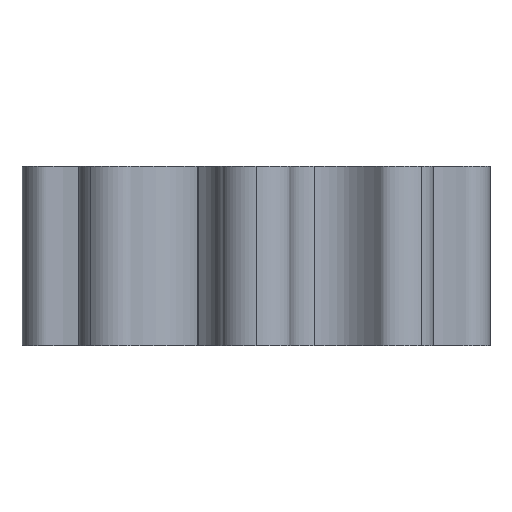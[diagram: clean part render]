
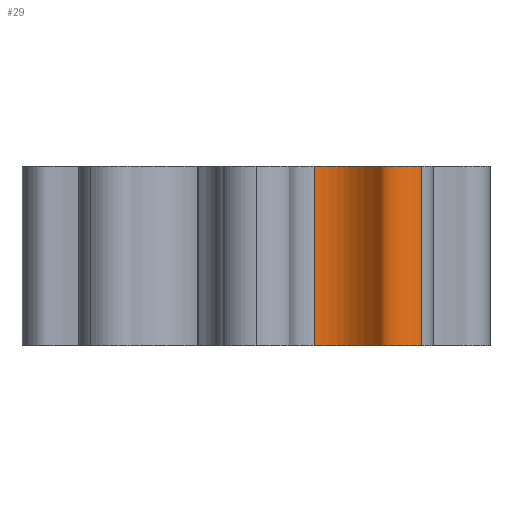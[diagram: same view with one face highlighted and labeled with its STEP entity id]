
A CAD part, left-side view. The second image highlights one B-rep face of the part: STEP entity #29.
In plain terms, the highlighted free-form (B-spline) face has degree [3, 1] with [28, 2] control points.
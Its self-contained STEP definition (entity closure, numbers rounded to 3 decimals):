
#29=ADVANCED_FACE('',(#60),#536,.T.);
#60=FACE_OUTER_BOUND('',#91,.T.);
#91=EDGE_LOOP('',(#133,#134,#135,#136));
#133=ORIENTED_EDGE('',*,*,#305,.T.);
#134=ORIENTED_EDGE('',*,*,#306,.T.);
#135=ORIENTED_EDGE('',*,*,#307,.F.);
#136=ORIENTED_EDGE('',*,*,#303,.F.);
#303=EDGE_CURVE('',#475,#476,#402,.T.);
#305=EDGE_CURVE('',#475,#477,#404,.T.);
#306=EDGE_CURVE('',#477,#478,#405,.T.);
#307=EDGE_CURVE('',#476,#478,#406,.T.);
#402=(
BOUNDED_CURVE()
B_SPLINE_CURVE(1,(#1684,#1685),.UNSPECIFIED.,.F.,.F.)
B_SPLINE_CURVE_WITH_KNOTS((2,2),(0.,28.),.UNSPECIFIED.)
CURVE()
GEOMETRIC_REPRESENTATION_ITEM()
RATIONAL_B_SPLINE_CURVE((1.,1.))
REPRESENTATION_ITEM('')
);
#404=(
BOUNDED_CURVE()
B_SPLINE_CURVE(3,(#1690,#1691,#1692,#1693,#1694,#1695,#1696,#1697,#1698,
#1699,#1700,#1701,#1702,#1703,#1704,#1705,#1706,#1707,#1708,#1709,#1710,
#1711,#1712,#1713,#1714,#1715,#1716,#1717),.UNSPECIFIED.,.F.,.F.)
B_SPLINE_CURVE_WITH_KNOTS((4,3,3,3,3,3,3,3,3,4),(-4186.586,-4186.509,
-4185.25,-4184.196,-4182.911,-4182.126,
-4181.504,-4180.806,-4179.958,-4179.23),
 .UNSPECIFIED.)
CURVE()
GEOMETRIC_REPRESENTATION_ITEM()
RATIONAL_B_SPLINE_CURVE((1.,0.988,0.988,1.,1.,1.,
1.,1.,1.,1.,1.,1.,1.,1.,1.,1.,1.,1.,1.,1.,1.,1.,1.,1.,1.,1.,1.,1.))
REPRESENTATION_ITEM('')
);
#405=(
BOUNDED_CURVE()
B_SPLINE_CURVE(1,(#1718,#1719),.UNSPECIFIED.,.F.,.F.)
B_SPLINE_CURVE_WITH_KNOTS((2,2),(0.,28.),.UNSPECIFIED.)
CURVE()
GEOMETRIC_REPRESENTATION_ITEM()
RATIONAL_B_SPLINE_CURVE((1.,1.))
REPRESENTATION_ITEM('')
);
#406=(
BOUNDED_CURVE()
B_SPLINE_CURVE(3,(#1720,#1721,#1722,#1723,#1724,#1725,#1726,#1727,#1728,
#1729,#1730,#1731,#1732,#1733,#1734,#1735,#1736,#1737,#1738,#1739,#1740,
#1741,#1742,#1743,#1744,#1745,#1746,#1747),.UNSPECIFIED.,.F.,.F.)
B_SPLINE_CURVE_WITH_KNOTS((4,3,3,3,3,3,3,3,3,4),(-4186.586,-4186.509,
-4185.25,-4184.196,-4182.911,-4182.126,
-4181.504,-4180.806,-4179.958,-4179.23),
 .UNSPECIFIED.)
CURVE()
GEOMETRIC_REPRESENTATION_ITEM()
RATIONAL_B_SPLINE_CURVE((1.,0.988,0.988,1.,1.,1.,
1.,1.,1.,1.,1.,1.,1.,1.,1.,1.,1.,1.,1.,1.,1.,1.,1.,1.,1.,1.,1.,1.))
REPRESENTATION_ITEM('')
);
#475=VERTEX_POINT('',#1522);
#476=VERTEX_POINT('',#1523);
#477=VERTEX_POINT('',#1524);
#478=VERTEX_POINT('',#1525);
#536=(
BOUNDED_SURFACE()
B_SPLINE_SURFACE(3,1,((#704,#705),(#706,#707),(#708,#709),(#710,#711),(#712,
#713),(#714,#715),(#716,#717),(#718,#719),(#720,#721),(#722,#723),(#724,
#725),(#726,#727),(#728,#729),(#730,#731),(#732,#733),(#734,#735),(#736,
#737),(#738,#739),(#740,#741),(#742,#743),(#744,#745),(#746,#747),(#748,
#749),(#750,#751),(#752,#753),(#754,#755),(#756,#757),(#758,#759)),
 .UNSPECIFIED.,.F.,.F.,.F.)
B_SPLINE_SURFACE_WITH_KNOTS((4,3,3,3,3,3,3,3,3,4),(2,2),(-4186.586,
-4186.509,-4185.25,-4184.196,-4182.911,
-4182.126,-4181.504,-4180.806,-4179.958,-4179.23),
(0.,28.),.UNSPECIFIED.)
GEOMETRIC_REPRESENTATION_ITEM()
RATIONAL_B_SPLINE_SURFACE(((1.,1.),(0.988,0.988),
(0.988,0.988),(1.,1.),(1.,1.),(1.,1.),(1.,1.),(1.,
1.),(1.,1.),(1.,1.),(1.,1.),(1.,1.),(1.,1.),(1.,1.),(1.,1.),(1.,1.),(1.,
1.),(1.,1.),(1.,1.),(1.,1.),(1.,1.),(1.,1.),(1.,1.),(1.,1.),(1.,1.),(1.,
1.),(1.,1.),(1.,1.)))
REPRESENTATION_ITEM('')
SURFACE()
);
#704=CARTESIAN_POINT('',(-22.083,-9.132,-14.));
#705=CARTESIAN_POINT('',(-22.083,-9.132,14.));
#706=CARTESIAN_POINT('',(-22.048,-9.187,-14.));
#707=CARTESIAN_POINT('',(-22.048,-9.187,14.));
#708=CARTESIAN_POINT('',(-22.024,-9.248,-14.));
#709=CARTESIAN_POINT('',(-22.024,-9.248,14.));
#710=CARTESIAN_POINT('',(-22.012,-9.312,-14.));
#711=CARTESIAN_POINT('',(-22.012,-9.312,14.));
#712=CARTESIAN_POINT('',(-21.866,-10.096,-14.));
#713=CARTESIAN_POINT('',(-21.866,-10.096,14.));
#714=CARTESIAN_POINT('',(-21.829,-11.5,-14.));
#715=CARTESIAN_POINT('',(-21.829,-11.5,14.));
#716=CARTESIAN_POINT('',(-22.036,-12.629,-14.));
#717=CARTESIAN_POINT('',(-22.036,-12.629,14.));
#718=CARTESIAN_POINT('',(-22.21,-13.573,-14.));
#719=CARTESIAN_POINT('',(-22.21,-13.573,14.));
#720=CARTESIAN_POINT('',(-22.554,-14.324,-14.));
#721=CARTESIAN_POINT('',(-22.554,-14.324,14.));
#722=CARTESIAN_POINT('',(-22.985,-15.037,-14.));
#723=CARTESIAN_POINT('',(-22.985,-15.037,14.));
#724=CARTESIAN_POINT('',(-23.51,-15.906,-14.));
#725=CARTESIAN_POINT('',(-23.51,-15.906,14.));
#726=CARTESIAN_POINT('',(-24.162,-16.718,-14.));
#727=CARTESIAN_POINT('',(-24.162,-16.718,14.));
#728=CARTESIAN_POINT('',(-24.878,-17.488,-14.));
#729=CARTESIAN_POINT('',(-24.878,-17.488,14.));
#730=CARTESIAN_POINT('',(-25.315,-17.958,-14.));
#731=CARTESIAN_POINT('',(-25.315,-17.958,14.));
#732=CARTESIAN_POINT('',(-25.775,-18.412,-14.));
#733=CARTESIAN_POINT('',(-25.775,-18.412,14.));
#734=CARTESIAN_POINT('',(-26.29,-18.855,-14.));
#735=CARTESIAN_POINT('',(-26.29,-18.855,14.));
#736=CARTESIAN_POINT('',(-26.698,-19.206,-14.));
#737=CARTESIAN_POINT('',(-26.698,-19.206,14.));
#738=CARTESIAN_POINT('',(-27.139,-19.549,-14.));
#739=CARTESIAN_POINT('',(-27.139,-19.549,14.));
#740=CARTESIAN_POINT('',(-27.399,-20.066,-14.));
#741=CARTESIAN_POINT('',(-27.399,-20.066,14.));
#742=CARTESIAN_POINT('',(-27.69,-20.645,-14.));
#743=CARTESIAN_POINT('',(-27.69,-20.645,14.));
#744=CARTESIAN_POINT('',(-27.752,-21.442,-14.));
#745=CARTESIAN_POINT('',(-27.752,-21.442,14.));
#746=CARTESIAN_POINT('',(-27.674,-22.176,-14.));
#747=CARTESIAN_POINT('',(-27.674,-22.176,14.));
#748=CARTESIAN_POINT('',(-27.579,-23.07,-14.));
#749=CARTESIAN_POINT('',(-27.579,-23.07,14.));
#750=CARTESIAN_POINT('',(-27.278,-23.872,-14.));
#751=CARTESIAN_POINT('',(-27.278,-23.872,14.));
#752=CARTESIAN_POINT('',(-26.909,-24.503,-14.));
#753=CARTESIAN_POINT('',(-26.909,-24.503,14.));
#754=CARTESIAN_POINT('',(-26.592,-25.044,-14.));
#755=CARTESIAN_POINT('',(-26.592,-25.044,14.));
#756=CARTESIAN_POINT('',(-26.226,-25.46,-14.));
#757=CARTESIAN_POINT('',(-26.226,-25.46,14.));
#758=CARTESIAN_POINT('',(-25.849,-25.849,-14.));
#759=CARTESIAN_POINT('',(-25.849,-25.849,14.));
#1522=CARTESIAN_POINT('',(-22.083,-9.132,-14.));
#1523=CARTESIAN_POINT('',(-22.083,-9.132,14.));
#1524=CARTESIAN_POINT('',(-25.849,-25.849,-14.));
#1525=CARTESIAN_POINT('',(-25.849,-25.849,14.));
#1684=CARTESIAN_POINT('',(-22.083,-9.132,-14.));
#1685=CARTESIAN_POINT('',(-22.083,-9.132,14.));
#1690=CARTESIAN_POINT('',(-22.083,-9.132,-14.));
#1691=CARTESIAN_POINT('',(-22.048,-9.187,-14.));
#1692=CARTESIAN_POINT('',(-22.024,-9.248,-14.));
#1693=CARTESIAN_POINT('',(-22.012,-9.312,-14.));
#1694=CARTESIAN_POINT('',(-21.866,-10.096,-14.));
#1695=CARTESIAN_POINT('',(-21.829,-11.5,-14.));
#1696=CARTESIAN_POINT('',(-22.036,-12.629,-14.));
#1697=CARTESIAN_POINT('',(-22.21,-13.573,-14.));
#1698=CARTESIAN_POINT('',(-22.554,-14.324,-14.));
#1699=CARTESIAN_POINT('',(-22.985,-15.037,-14.));
#1700=CARTESIAN_POINT('',(-23.51,-15.906,-14.));
#1701=CARTESIAN_POINT('',(-24.162,-16.718,-14.));
#1702=CARTESIAN_POINT('',(-24.878,-17.488,-14.));
#1703=CARTESIAN_POINT('',(-25.315,-17.958,-14.));
#1704=CARTESIAN_POINT('',(-25.775,-18.412,-14.));
#1705=CARTESIAN_POINT('',(-26.29,-18.855,-14.));
#1706=CARTESIAN_POINT('',(-26.698,-19.206,-14.));
#1707=CARTESIAN_POINT('',(-27.139,-19.549,-14.));
#1708=CARTESIAN_POINT('',(-27.399,-20.066,-14.));
#1709=CARTESIAN_POINT('',(-27.69,-20.645,-14.));
#1710=CARTESIAN_POINT('',(-27.752,-21.442,-14.));
#1711=CARTESIAN_POINT('',(-27.674,-22.176,-14.));
#1712=CARTESIAN_POINT('',(-27.579,-23.07,-14.));
#1713=CARTESIAN_POINT('',(-27.278,-23.872,-14.));
#1714=CARTESIAN_POINT('',(-26.909,-24.503,-14.));
#1715=CARTESIAN_POINT('',(-26.592,-25.044,-14.));
#1716=CARTESIAN_POINT('',(-26.226,-25.46,-14.));
#1717=CARTESIAN_POINT('',(-25.849,-25.849,-14.));
#1718=CARTESIAN_POINT('',(-25.849,-25.849,-14.));
#1719=CARTESIAN_POINT('',(-25.849,-25.849,14.));
#1720=CARTESIAN_POINT('',(-22.083,-9.132,14.));
#1721=CARTESIAN_POINT('',(-22.048,-9.187,14.));
#1722=CARTESIAN_POINT('',(-22.024,-9.248,14.));
#1723=CARTESIAN_POINT('',(-22.012,-9.312,14.));
#1724=CARTESIAN_POINT('',(-21.866,-10.096,14.));
#1725=CARTESIAN_POINT('',(-21.829,-11.5,14.));
#1726=CARTESIAN_POINT('',(-22.036,-12.629,14.));
#1727=CARTESIAN_POINT('',(-22.21,-13.573,14.));
#1728=CARTESIAN_POINT('',(-22.554,-14.324,14.));
#1729=CARTESIAN_POINT('',(-22.985,-15.037,14.));
#1730=CARTESIAN_POINT('',(-23.51,-15.906,14.));
#1731=CARTESIAN_POINT('',(-24.162,-16.718,14.));
#1732=CARTESIAN_POINT('',(-24.878,-17.488,14.));
#1733=CARTESIAN_POINT('',(-25.315,-17.958,14.));
#1734=CARTESIAN_POINT('',(-25.775,-18.412,14.));
#1735=CARTESIAN_POINT('',(-26.29,-18.855,14.));
#1736=CARTESIAN_POINT('',(-26.698,-19.206,14.));
#1737=CARTESIAN_POINT('',(-27.139,-19.549,14.));
#1738=CARTESIAN_POINT('',(-27.399,-20.066,14.));
#1739=CARTESIAN_POINT('',(-27.69,-20.645,14.));
#1740=CARTESIAN_POINT('',(-27.752,-21.442,14.));
#1741=CARTESIAN_POINT('',(-27.674,-22.176,14.));
#1742=CARTESIAN_POINT('',(-27.579,-23.07,14.));
#1743=CARTESIAN_POINT('',(-27.278,-23.872,14.));
#1744=CARTESIAN_POINT('',(-26.909,-24.503,14.));
#1745=CARTESIAN_POINT('',(-26.592,-25.044,14.));
#1746=CARTESIAN_POINT('',(-26.226,-25.46,14.));
#1747=CARTESIAN_POINT('',(-25.849,-25.849,14.));
